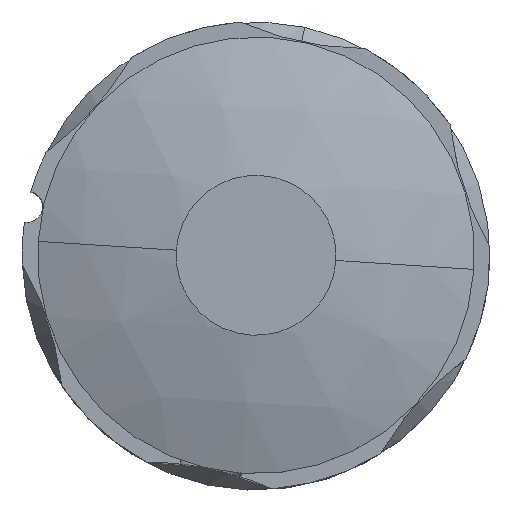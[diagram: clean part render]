
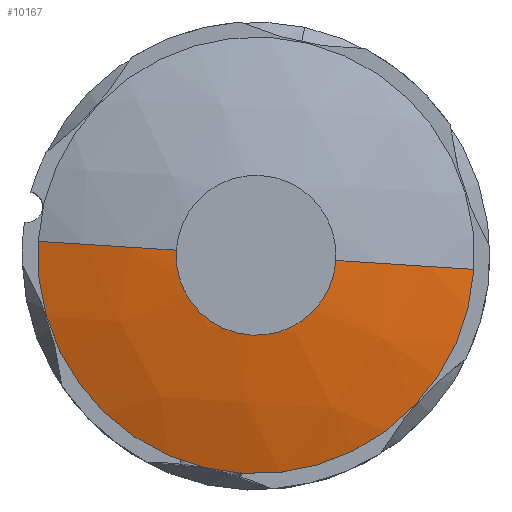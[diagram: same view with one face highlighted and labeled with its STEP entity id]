
A CAD part, top view. The second image highlights one B-rep face of the part: STEP entity #10167.
In plain terms, the highlighted spherical face has radius 20 mm.
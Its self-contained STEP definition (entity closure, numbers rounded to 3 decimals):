
#631 = EDGE_CURVE ( 'NONE', #10496, #14323, #14912, .T. ) ;
#879 = DIRECTION ( 'NONE',  ( 0., 0., -1. ) ) ;
#994 = CIRCLE ( 'NONE', #12537, 20. ) ;
#1328 = AXIS2_PLACEMENT_3D ( 'NONE', #8725, #15579, #12904 ) ;
#1628 = CIRCLE ( 'NONE', #2171, 20. ) ;
#1878 = DIRECTION ( 'NONE',  ( -1., 0., 0. ) ) ;
#2171 = AXIS2_PLACEMENT_3D ( 'NONE', #14522, #9412, #1878 ) ;
#2620 = ORIENTED_EDGE ( 'NONE', *, *, #7541, .F. ) ;
#2691 = DIRECTION ( 'NONE',  ( 0., 0., -1. ) ) ;
#3274 = DIRECTION ( 'NONE',  ( 0., 0., -1. ) ) ;
#3314 = FACE_OUTER_BOUND ( 'NONE', #12290, .T. ) ;
#3583 = CARTESIAN_POINT ( 'NONE',  ( 0., 18.735, 7. ) ) ;
#3887 = ORIENTED_EDGE ( 'NONE', *, *, #631, .F. ) ;
#3973 = AXIS2_PLACEMENT_3D ( 'NONE', #15264, #7685, #2691 ) ;
#4802 = EDGE_CURVE ( 'NONE', #9436, #7382, #10728, .T. ) ;
#4953 = DIRECTION ( 'NONE',  ( 0., -1., 0. ) ) ;
#5968 = EDGE_CURVE ( 'NONE', #9436, #10496, #1628, .T. ) ;
#6167 = CARTESIAN_POINT ( 'NONE',  ( 0., 18.735, 0. ) ) ;
#6672 = SPHERICAL_SURFACE ( 'NONE', #12983, 20. ) ;
#7382 = VERTEX_POINT ( 'NONE', #14432 ) ;
#7541 = EDGE_CURVE ( 'NONE', #14323, #8354, #16250, .T. ) ;
#7583 = DIRECTION ( 'NONE',  ( 0., -1., 0. ) ) ;
#7685 = DIRECTION ( 'NONE',  ( 0., -1., 0. ) ) ;
#8354 = VERTEX_POINT ( 'NONE', #14914 ) ;
#8534 = CARTESIAN_POINT ( 'NONE',  ( 0., 0., 0. ) ) ;
#8725 = CARTESIAN_POINT ( 'NONE',  ( 0., 18.735, 0. ) ) ;
#9131 = EDGE_CURVE ( 'NONE', #7382, #8354, #994, .T. ) ;
#9412 = DIRECTION ( 'NONE',  ( 0., 0., -1. ) ) ;
#9436 = VERTEX_POINT ( 'NONE', #9486 ) ;
#9486 = CARTESIAN_POINT ( 'NONE',  ( 2.564, 19.835, 0. ) ) ;
#10167 = ADVANCED_FACE ( 'NONE', ( #3314 ), #6672, .T. ) ;
#10327 = CARTESIAN_POINT ( 'NONE',  ( 0., 0., 0. ) ) ;
#10496 = VERTEX_POINT ( 'NONE', #13276 ) ;
#10728 = CIRCLE ( 'NONE', #3973, 2.564 ) ;
#11017 = ORIENTED_EDGE ( 'NONE', *, *, #4802, .T. ) ;
#11395 = AXIS2_PLACEMENT_3D ( 'NONE', #6167, #4953, #3274 ) ;
#12290 = EDGE_LOOP ( 'NONE', ( #14366, #11017, #12952, #2620, #3887 ) ) ;
#12537 = AXIS2_PLACEMENT_3D ( 'NONE', #10327, #15444, #7583 ) ;
#12904 = DIRECTION ( 'NONE',  ( 0., 0., -1. ) ) ;
#12952 = ORIENTED_EDGE ( 'NONE', *, *, #9131, .T. ) ;
#12983 = AXIS2_PLACEMENT_3D ( 'NONE', #8534, #879, #14687 ) ;
#13276 = CARTESIAN_POINT ( 'NONE',  ( 7., 18.735, 0. ) ) ;
#14323 = VERTEX_POINT ( 'NONE', #3583 ) ;
#14366 = ORIENTED_EDGE ( 'NONE', *, *, #5968, .F. ) ;
#14432 = CARTESIAN_POINT ( 'NONE',  ( -2.564, 19.835, 0. ) ) ;
#14522 = CARTESIAN_POINT ( 'NONE',  ( 0., 0., 0. ) ) ;
#14687 = DIRECTION ( 'NONE',  ( -1., 0., 0. ) ) ;
#14912 = CIRCLE ( 'NONE', #11395, 7. ) ;
#14914 = CARTESIAN_POINT ( 'NONE',  ( -7., 18.735, 0. ) ) ;
#15264 = CARTESIAN_POINT ( 'NONE',  ( 0., 19.835, 0. ) ) ;
#15444 = DIRECTION ( 'NONE',  ( 0., 0., 1. ) ) ;
#15579 = DIRECTION ( 'NONE',  ( 0., -1., 0. ) ) ;
#16250 = CIRCLE ( 'NONE', #1328, 7. ) ;
